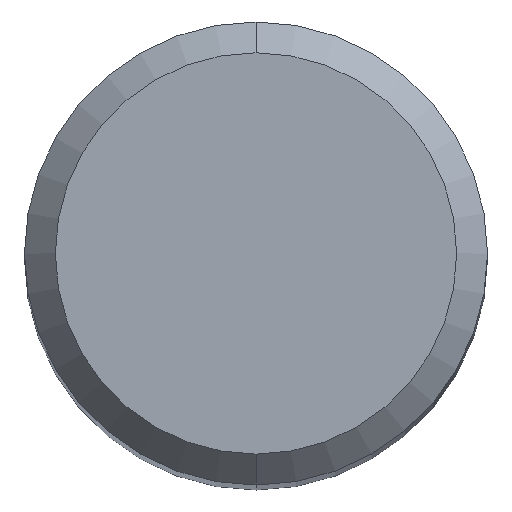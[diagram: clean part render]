
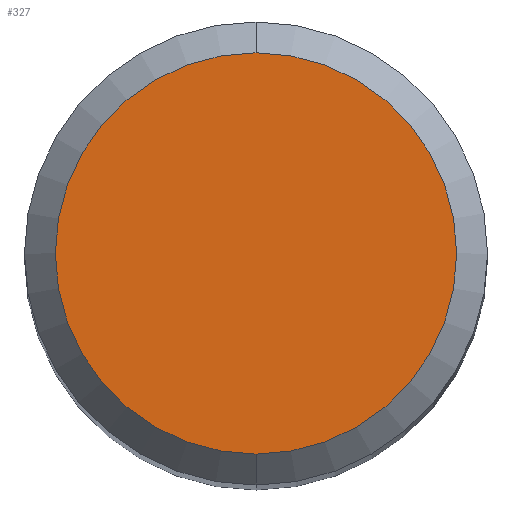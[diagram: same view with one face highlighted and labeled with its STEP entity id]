
A CAD part, top view. The second image highlights one B-rep face of the part: STEP entity #327.
In plain terms, the highlighted planar face has unit normal (0, 0, 1).
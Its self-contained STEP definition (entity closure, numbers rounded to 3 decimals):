
#227=EDGE_CURVE('',#259,#363,#520,.T.);
#259=VERTEX_POINT('',#557);
#327=ADVANCED_FACE('',(#631),#632,.T.);
#363=VERTEX_POINT('',#673);
#371=EDGE_CURVE('',#363,#259,#682,.T.);
#520=CIRCLE('',#918,2.6);
#557=CARTESIAN_POINT('',(0.0,2.6,0.0));
#631=FACE_OUTER_BOUND('',#1082,.T.);
#632=PLANE('',#1083);
#673=CARTESIAN_POINT('',(0.,-2.6,0.0));
#682=CIRCLE('',#1195,2.6);
#918=AXIS2_PLACEMENT_3D('',#1423,#1424,#1425);
#1082=EDGE_LOOP('',(#1552,#1553));
#1083=AXIS2_PLACEMENT_3D('',#1554,#1555,#1556);
#1195=AXIS2_PLACEMENT_3D('',#1621,#1622,#1623);
#1423=CARTESIAN_POINT('',(0.0,0.0,0.0));
#1424=DIRECTION('',(0.0,0.0,-1.0));
#1425=DIRECTION('',(0.0,1.0,0.0));
#1552=ORIENTED_EDGE('',*,*,#227,.F.);
#1553=ORIENTED_EDGE('',*,*,#371,.F.);
#1554=CARTESIAN_POINT('',(0.0,1.3,0.0));
#1555=DIRECTION('',(-0.0,0.0,1.0));
#1556=DIRECTION('',(0.0,-1.0,0.0));
#1621=CARTESIAN_POINT('',(0.0,0.0,0.0));
#1622=DIRECTION('',(0.0,0.0,-1.0));
#1623=DIRECTION('',(0.0,1.0,0.0));
